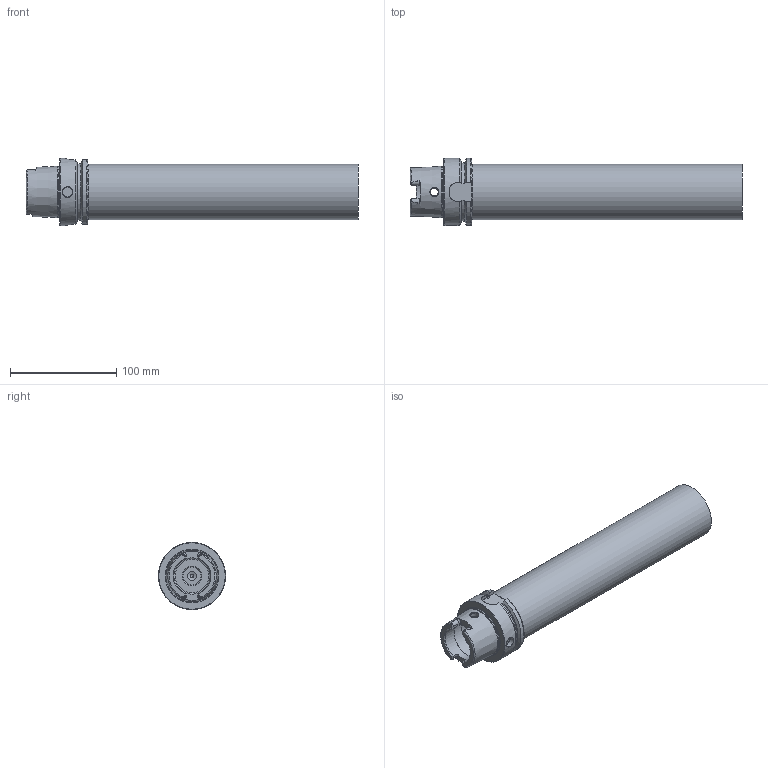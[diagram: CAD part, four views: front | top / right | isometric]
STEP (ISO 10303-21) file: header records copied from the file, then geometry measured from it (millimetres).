
FILE_DESCRIPTION (( 'STEP AP214' ), '1' );
FILE_NAME ('HA6.Ro5.052.280.STEP', '2021-11-08T08:05:31', ( '' ), ( '' ), 'SwSTEP 2.0', 'SolidWorks 2017', '' );
FILE_SCHEMA (( 'AUTOMOTIVE_DESIGN' ));
Length unit declared in the file: millimetre
Products named in the file (1): HA6.Ro5.052.280
Bounding box: 311.9 x 63 x 63 mm (x, y, z)
Volume: 618161 mm3; surface area: 66282.3 mm2
Topology: 1 solids, 1 shells, 120 faces, 318 edges, 202 vertices
Faces by surface type: plane 43, cylinder 33, cone 21, torus 21, bspline 2
Full cylindrical faces by diameter (mm): 3.15 x1, 3.5 x1, 7.5 x2, 8.4 x1, 10 x1, 17 x1, 19 x1, 34 x2, 40 x1, 47.941 x1, 52 x1, 63 x1
Entity records: 4660 total; most frequent: CARTESIAN_POINT 1942, ORIENTED_EDGE 544, DIRECTION 528, EDGE_CURVE 272, AXIS2_PLACEMENT_3D 220, VERTEX_POINT 189, EDGE_LOOP 159, FACE_OUTER_BOUND 144
